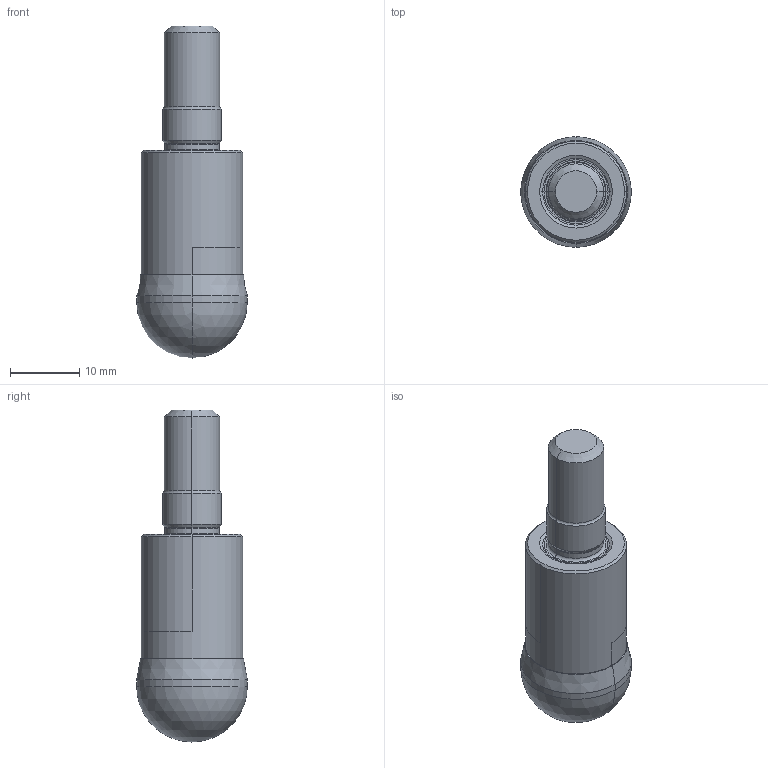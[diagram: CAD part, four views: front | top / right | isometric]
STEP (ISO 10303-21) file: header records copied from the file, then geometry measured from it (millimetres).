
FILE_DESCRIPTION(/* description */ (''),/* implementation_level */ '2;1');
FILE_NAME(/* name */ 'SRFHU10AM0830_IR0_315.stp',/* time_stamp */ '2023-03-10T14:02:55+09:00',/* author */ (''),/* organization */ (''),/* preprocessor_version */ 'ST-DEVELOPER v16',/* originating_system */ 'SIEMENS PLM Software NX 10.0',/* authorisation */ '');
FILE_SCHEMA (('AUTOMOTIVE_DESIGN { 1 0 10303 214 3 1 1 1 }'));
Length unit declared in the file: millimetre
Products named in the file (1): SRFHU10AM0830_IR0_315_ASM
Bounding box: 16 x 16 x 48 mm (x, y, z)
Volume: 5774.8 mm3; surface area: 2451 mm2
Topology: 2 solids, 2 shells, 36 faces, 87 edges, 62 vertices
Faces by surface type: cylinder 10, cone 10, torus 8, plane 6, sphere 2
Entity records: 1175 total; most frequent: DIRECTION 233, CARTESIAN_POINT 181, ORIENTED_EDGE 160, AXIS2_PLACEMENT_3D 104, EDGE_CURVE 80, CIRCLE 60, VERTEX_POINT 51, EDGE_LOOP 39
